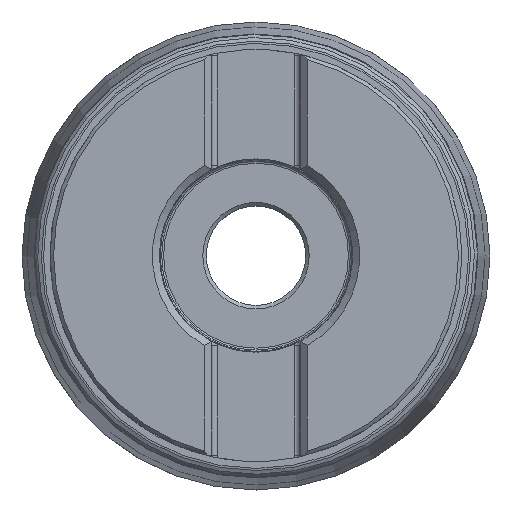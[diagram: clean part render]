
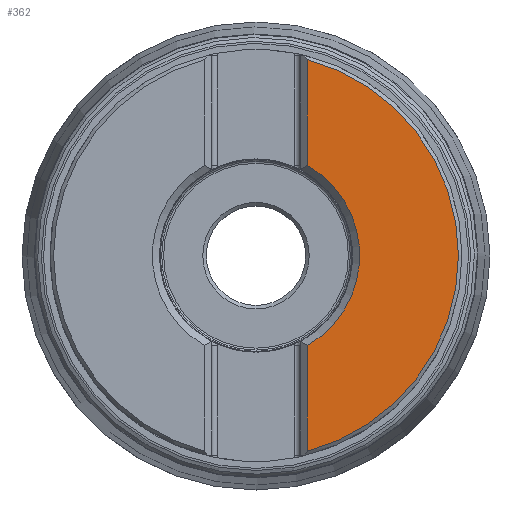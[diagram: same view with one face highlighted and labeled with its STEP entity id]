
A CAD part, top view. The second image highlights one B-rep face of the part: STEP entity #362.
In plain terms, the highlighted planar face has unit normal (0, 0, 1).
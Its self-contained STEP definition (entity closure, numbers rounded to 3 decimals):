
#159=PLANE('',#1939);
#174=FACE_OUTER_BOUND('',#787,.T.);
#362=ADVANCED_FACE('',(#174),#159,.F.);
#509=LINE('',#2909,#553);
#510=LINE('',#2914,#554);
#553=VECTOR('',#2219,1.);
#554=VECTOR('',#2222,1.);
#787=EDGE_LOOP('',(#963,#964,#965,#966));
#963=ORIENTED_EDGE('',*,*,#1443,.F.);
#964=ORIENTED_EDGE('',*,*,#1444,.T.);
#965=ORIENTED_EDGE('',*,*,#1445,.F.);
#966=ORIENTED_EDGE('',*,*,#1446,.T.);
#1303=VERTEX_POINT('',#2910);
#1304=VERTEX_POINT('',#2911);
#1305=VERTEX_POINT('',#2913);
#1306=VERTEX_POINT('',#2915);
#1443=EDGE_CURVE('',#1303,#1304,#509,.T.);
#1444=EDGE_CURVE('',#1303,#1305,#1629,.T.);
#1445=EDGE_CURVE('',#1306,#1305,#510,.T.);
#1446=EDGE_CURVE('',#1306,#1304,#1630,.T.);
#1629=CIRCLE('',#1937,28.5);
#1630=CIRCLE('',#1938,14.599);
#1937=AXIS2_PLACEMENT_3D('',#2912,#2220,#2221);
#1938=AXIS2_PLACEMENT_3D('',#2916,#2223,#2224);
#1939=AXIS2_PLACEMENT_3D('',#2917,#2225,#2226);
#2219=DIRECTION('',(0.,1.,0.));
#2220=DIRECTION('',(0.,0.,1.));
#2221=DIRECTION('',(-1.,0.,0.));
#2222=DIRECTION('',(0.,1.,0.));
#2223=DIRECTION('',(0.,0.,-1.));
#2224=DIRECTION('',(-1.,0.,0.));
#2225=DIRECTION('',(0.,0.,-1.));
#2226=DIRECTION('',(-1.,0.,0.));
#2909=CARTESIAN_POINT('',(7.228,-28.116,0.));
#2910=CARTESIAN_POINT('',(7.228,-27.568,0.));
#2911=CARTESIAN_POINT('',(7.228,-12.684,0.));
#2912=CARTESIAN_POINT('',(0.,0.,0.));
#2913=CARTESIAN_POINT('',(7.228,27.568,0.));
#2914=CARTESIAN_POINT('',(7.228,-28.116,0.));
#2915=CARTESIAN_POINT('',(7.228,12.684,0.));
#2916=CARTESIAN_POINT('',(0.,0.,0.));
#2917=CARTESIAN_POINT('',(0.,0.,0.));
